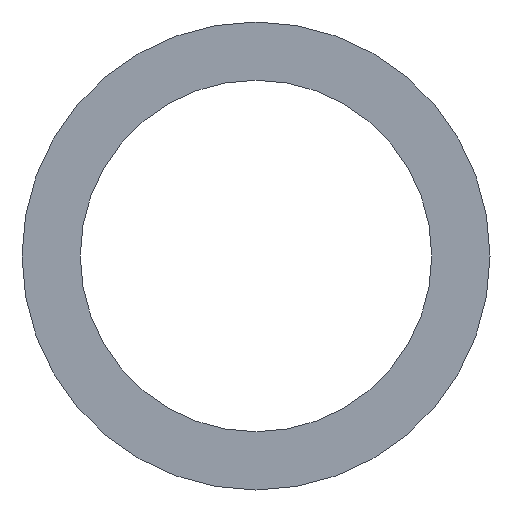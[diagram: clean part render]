
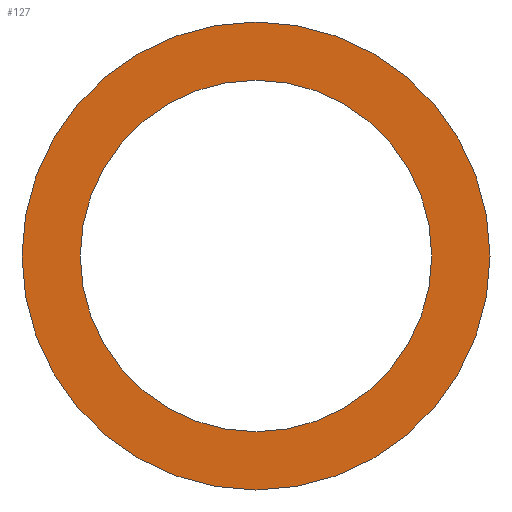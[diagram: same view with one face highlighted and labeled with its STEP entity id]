
A CAD part, left-side view. The second image highlights one B-rep face of the part: STEP entity #127.
In plain terms, the highlighted planar face has unit normal (-1, 0, 0).
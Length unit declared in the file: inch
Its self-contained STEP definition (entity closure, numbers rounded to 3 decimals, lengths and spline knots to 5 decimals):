
#12 = VERTEX_POINT ( 'NONE', #57 ) ;
#26 = EDGE_CURVE ( 'NONE', #30, #12, #72, .T. ) ;
#30 = VERTEX_POINT ( 'NONE', #67 ) ;
#57 = CARTESIAN_POINT ( 'NONE',  ( 0., 0., 0.785 ) ) ;
#67 = CARTESIAN_POINT ( 'NONE',  ( 0., 0., -0.785 ) ) ;
#69 = DIRECTION ( 'NONE',  ( 0., 0., 1. ) ) ;
#70 = DIRECTION ( 'NONE',  ( -1., 0., 0. ) ) ;
#71 = AXIS2_PLACEMENT_3D ( 'NONE', #78, #70, #69 ) ;
#72 = CIRCLE ( 'NONE', #71, 0.785 ) ;
#78 = CARTESIAN_POINT ( 'NONE',  ( 0., 0., 0. ) ) ;
#83 = DIRECTION ( 'NONE',  ( -1., 0., 0. ) ) ;
#84 = CARTESIAN_POINT ( 'NONE',  ( 0., 0., 0. ) ) ;
#85 = AXIS2_PLACEMENT_3D ( 'NONE', #84, #83, #196 ) ;
#86 = CIRCLE ( 'NONE', #85, 1.045 ) ;
#87 = CARTESIAN_POINT ( 'NONE',  ( 0., 0., -1.045 ) ) ;
#94 = VERTEX_POINT ( 'NONE', #87 ) ;
#96 = EDGE_CURVE ( 'NONE', #97, #94, #86, .T. ) ;
#97 = VERTEX_POINT ( 'NONE', #200 ) ;
#105 = EDGE_LOOP ( 'NONE', ( #106, #130 ) ) ;
#106 = ORIENTED_EDGE ( 'NONE', *, *, #129, .F. ) ;
#108 = EDGE_CURVE ( 'NONE', #94, #97, #241, .T. ) ;
#110 = ORIENTED_EDGE ( 'NONE', *, *, #96, .T. ) ;
#111 = ORIENTED_EDGE ( 'NONE', *, *, #108, .T. ) ;
#127 = ADVANCED_FACE ( 'NONE', ( #236, #235 ), #240, .T. ) ;
#128 = EDGE_LOOP ( 'NONE', ( #110, #111 ) ) ;
#129 = EDGE_CURVE ( 'NONE', #12, #30, #207, .T. ) ;
#130 = ORIENTED_EDGE ( 'NONE', *, *, #26, .F. ) ;
#137 = DIRECTION ( 'NONE',  ( 0., 0., 1. ) ) ;
#138 = DIRECTION ( 'NONE',  ( -1., 0., 0. ) ) ;
#196 = DIRECTION ( 'NONE',  ( 0., 0., 1. ) ) ;
#200 = CARTESIAN_POINT ( 'NONE',  ( 0., 0., 1.045 ) ) ;
#205 = CARTESIAN_POINT ( 'NONE',  ( 0., 0., 0. ) ) ;
#206 = AXIS2_PLACEMENT_3D ( 'NONE', #205, #138, #137 ) ;
#207 = CIRCLE ( 'NONE', #206, 0.785 ) ;
#208 = DIRECTION ( 'NONE',  ( 0., 0., 1. ) ) ;
#209 = DIRECTION ( 'NONE',  ( -1., 0., 0. ) ) ;
#210 = CARTESIAN_POINT ( 'NONE',  ( 0., -0.785, 0. ) ) ;
#211 = AXIS2_PLACEMENT_3D ( 'NONE', #210, #209, #208 ) ;
#230 = DIRECTION ( 'NONE',  ( -1., 0., 0. ) ) ;
#231 = CARTESIAN_POINT ( 'NONE',  ( 0., 0., 0. ) ) ;
#232 = AXIS2_PLACEMENT_3D ( 'NONE', #231, #230, #252 ) ;
#235 = FACE_BOUND ( 'NONE', #105, .T. ) ;
#236 = FACE_OUTER_BOUND ( 'NONE', #128, .T. ) ;
#240 = PLANE ( 'NONE',  #211 ) ;
#241 = CIRCLE ( 'NONE', #232, 1.045 ) ;
#252 = DIRECTION ( 'NONE',  ( 0., 0., 1. ) ) ;
